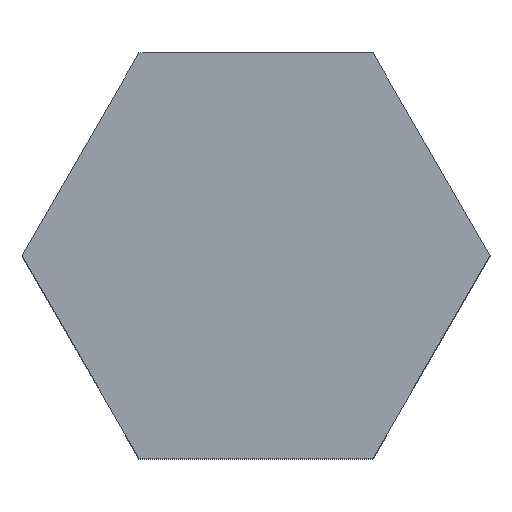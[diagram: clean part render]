
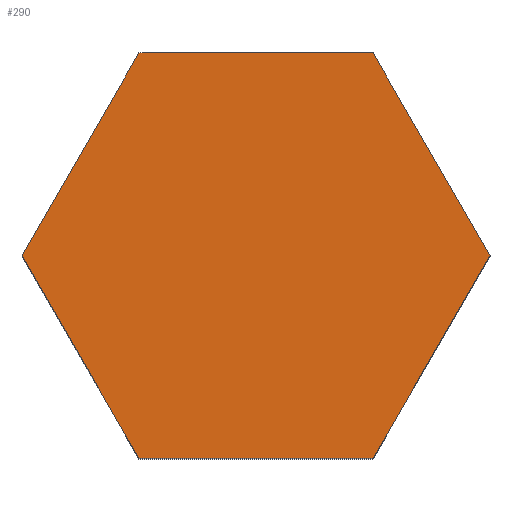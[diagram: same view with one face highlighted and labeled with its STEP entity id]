
A CAD part, top view. The second image highlights one B-rep face of the part: STEP entity #290.
In plain terms, the highlighted planar face has unit normal (0, 0, 1).
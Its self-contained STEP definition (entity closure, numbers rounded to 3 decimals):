
#18=LINE('',#423,#55);
#19=LINE('',#425,#56);
#20=LINE('',#427,#57);
#21=LINE('',#429,#58);
#22=LINE('',#431,#59);
#23=LINE('',#432,#60);
#55=VECTOR('',#347,10.);
#56=VECTOR('',#348,10.);
#57=VECTOR('',#349,10.);
#58=VECTOR('',#350,10.);
#59=VECTOR('',#351,10.);
#60=VECTOR('',#352,10.);
#93=FACE_OUTER_BOUND('',#110,.T.);
#110=EDGE_LOOP('',(#196,#197,#198,#199,#200,#201));
#131=VERTEX_POINT('',#421);
#132=VERTEX_POINT('',#422);
#133=VERTEX_POINT('',#424);
#134=VERTEX_POINT('',#426);
#135=VERTEX_POINT('',#428);
#136=VERTEX_POINT('',#430);
#157=EDGE_CURVE('',#131,#132,#18,.T.);
#158=EDGE_CURVE('',#132,#133,#19,.T.);
#159=EDGE_CURVE('',#133,#134,#20,.T.);
#160=EDGE_CURVE('',#134,#135,#21,.T.);
#161=EDGE_CURVE('',#135,#136,#22,.T.);
#162=EDGE_CURVE('',#136,#131,#23,.T.);
#196=ORIENTED_EDGE('',*,*,#157,.T.);
#197=ORIENTED_EDGE('',*,*,#158,.T.);
#198=ORIENTED_EDGE('',*,*,#159,.T.);
#199=ORIENTED_EDGE('',*,*,#160,.T.);
#200=ORIENTED_EDGE('',*,*,#161,.T.);
#201=ORIENTED_EDGE('',*,*,#162,.T.);
#274=PLANE('',#322);
#290=ADVANCED_FACE('',(#93),#274,.T.);
#322=AXIS2_PLACEMENT_3D('',#420,#345,#346);
#345=DIRECTION('center_axis',(0.,0.,1.));
#346=DIRECTION('ref_axis',(1.,0.,0.));
#347=DIRECTION('',(0.5,0.866,0.));
#348=DIRECTION('',(-0.5,0.866,0.));
#349=DIRECTION('',(-1.,0.,0.));
#350=DIRECTION('',(-0.5,-0.866,0.));
#351=DIRECTION('',(0.5,-0.866,0.));
#352=DIRECTION('',(1.,0.,0.));
#420=CARTESIAN_POINT('Origin',(0.,0.,3.5));
#421=CARTESIAN_POINT('',(2.281,-3.95,3.5));
#422=CARTESIAN_POINT('',(4.561,0.,3.5));
#423=CARTESIAN_POINT('',(2.281,-3.95,3.5));
#424=CARTESIAN_POINT('',(2.281,3.95,3.5));
#425=CARTESIAN_POINT('',(4.561,0.,3.5));
#426=CARTESIAN_POINT('',(-2.281,3.95,3.5));
#427=CARTESIAN_POINT('',(2.281,3.95,3.5));
#428=CARTESIAN_POINT('',(-4.561,0.,3.5));
#429=CARTESIAN_POINT('',(-2.281,3.95,3.5));
#430=CARTESIAN_POINT('',(-2.281,-3.95,3.5));
#431=CARTESIAN_POINT('',(-4.561,0.,3.5));
#432=CARTESIAN_POINT('',(-2.281,-3.95,3.5));
